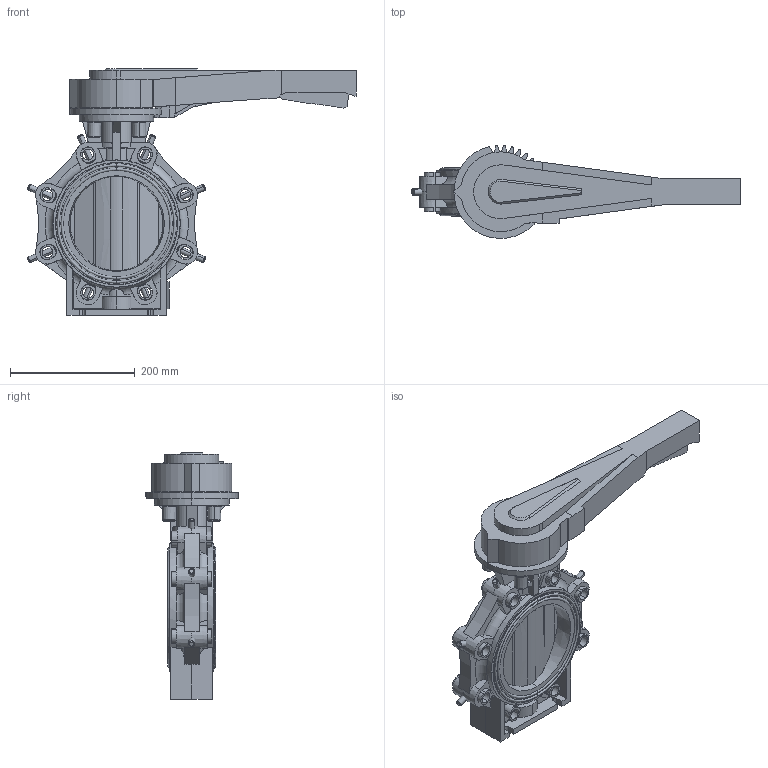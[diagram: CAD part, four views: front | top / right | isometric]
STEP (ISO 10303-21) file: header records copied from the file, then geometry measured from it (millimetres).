
FILE_DESCRIPTION(('STEP AP214'),'1');
FILE_NAME('cctmp_91A1507D-87F4-49ED-BA3A-A5267B85D9C6_2025_03_25_09_00_53_0967..stp','2025-03-25T08:00:54',('Praher Valves GmbH'),('CADClick - www.CADClick.com'),'Spatial InterOp 3D',' ','unknown authorization');
FILE_SCHEMA(('AUTOMOTIVE_DESIGN'));
Length unit declared in the file: millimetre
Products named in the file (4): cc_unnamed; 125863_LD_2; 125863_LD_1; 125863_LD
Assembly tree (3 placements, depth 2):
  cc_unnamed
    125863_LD_2
    125863_LD_1
    125863_LD
Bounding box: 528.45 x 149.14 x 396.5 mm (x, y, z)
Volume: 4794897 mm3; surface area: 541633.6 mm2
Topology: 10 solids, 12 shells, 830 faces, 2205 edges, 1438 vertices
Faces by surface type: plane 399, cone 236, cylinder 151, torus 40, bspline 4
Entity records: 34074 total; most frequent: CARTESIAN_POINT 6101, DIRECTION 4535, ORIENTED_EDGE 4410, EDGE_CURVE 2205, AXIS2_PLACEMENT_3D 1688, VERTEX_POINT 1438, LINE 1159, VECTOR 1159
